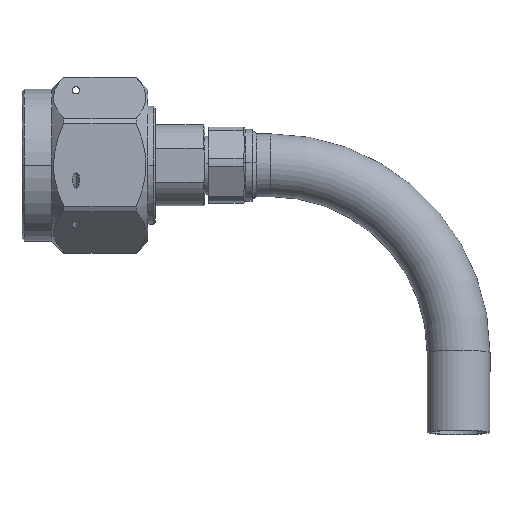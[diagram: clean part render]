
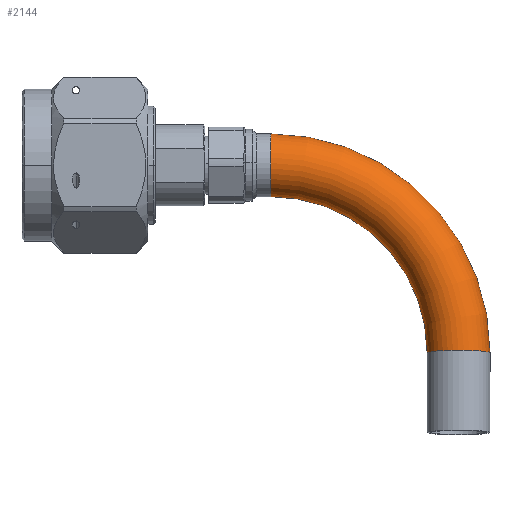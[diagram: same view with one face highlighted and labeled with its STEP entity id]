
A CAD part, top view. The second image highlights one B-rep face of the part: STEP entity #2144.
In plain terms, the highlighted toroidal (fillet/blend) face has major radius 25.4 mm and minor radius 4.25 mm.
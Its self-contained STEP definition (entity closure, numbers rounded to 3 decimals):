
#28 = ORIENTED_EDGE ( 'NONE', *, *, #4792, .T. ) ;
#666 = EDGE_LOOP ( 'NONE', ( #4904, #28, #3753, #5645 ) ) ;
#847 = AXIS2_PLACEMENT_3D ( 'NONE', #2837, #1442, #3322 ) ;
#1095 = CARTESIAN_POINT ( 'NONE',  ( 30.246, 4.25, 0. ) ) ;
#1191 = FACE_OUTER_BOUND ( 'NONE', #666, .T. ) ;
#1249 = VERTEX_POINT ( 'NONE', #3440 ) ;
#1264 = DIRECTION ( 'NONE',  ( 0., 0., -1. ) ) ;
#1392 = DIRECTION ( 'NONE',  ( -1., 0., 0. ) ) ;
#1442 = DIRECTION ( 'NONE',  ( 1., 0., 0. ) ) ;
#1515 = DIRECTION ( 'NONE',  ( -1., 0., 0. ) ) ;
#1536 = CARTESIAN_POINT ( 'NONE',  ( 30.246, -25.4, 0. ) ) ;
#1577 = AXIS2_PLACEMENT_3D ( 'NONE', #1536, #1949, #2902 ) ;
#1605 = CARTESIAN_POINT ( 'NONE',  ( 30.246, -25.4, 0. ) ) ;
#1779 = AXIS2_PLACEMENT_3D ( 'NONE', #1605, #2521, #1515 ) ;
#1949 = DIRECTION ( 'NONE',  ( 0., 0., -1. ) ) ;
#2144 = ADVANCED_FACE ( 'NONE', ( #1191 ), #3877, .T. ) ;
#2238 = AXIS2_PLACEMENT_3D ( 'NONE', #3466, #4876, #1264 ) ;
#2489 = VERTEX_POINT ( 'NONE', #4156 ) ;
#2521 = DIRECTION ( 'NONE',  ( 0., 0., -1. ) ) ;
#2612 = VERTEX_POINT ( 'NONE', #1095 ) ;
#2614 = AXIS2_PLACEMENT_3D ( 'NONE', #3601, #3628, #1392 ) ;
#2656 = EDGE_CURVE ( 'NONE', #2612, #4041, #3959, .T. ) ;
#2837 = CARTESIAN_POINT ( 'NONE',  ( 30.246, 0., 0. ) ) ;
#2902 = DIRECTION ( 'NONE',  ( -1., 0., 0. ) ) ;
#2914 = CIRCLE ( 'NONE', #2238, 4.25 ) ;
#3167 = EDGE_CURVE ( 'NONE', #4041, #2489, #2914, .T. ) ;
#3322 = DIRECTION ( 'NONE',  ( 0., 0., -1. ) ) ;
#3411 = CIRCLE ( 'NONE', #847, 4.25 ) ;
#3440 = CARTESIAN_POINT ( 'NONE',  ( 30.246, -4.25, 0. ) ) ;
#3466 = CARTESIAN_POINT ( 'NONE',  ( 55.646, -25.4, 0. ) ) ;
#3601 = CARTESIAN_POINT ( 'NONE',  ( 30.246, -25.4, 0. ) ) ;
#3628 = DIRECTION ( 'NONE',  ( 0., 0., -1. ) ) ;
#3753 = ORIENTED_EDGE ( 'NONE', *, *, #5496, .T. ) ;
#3877 = TOROIDAL_SURFACE ( 'NONE', #1779, 25.4, 4.25 ) ;
#3959 = CIRCLE ( 'NONE', #1577, 29.65 ) ;
#4041 = VERTEX_POINT ( 'NONE', #4140 ) ;
#4140 = CARTESIAN_POINT ( 'NONE',  ( 59.896, -25.4, 0. ) ) ;
#4156 = CARTESIAN_POINT ( 'NONE',  ( 51.396, -25.4, 0. ) ) ;
#4231 = CIRCLE ( 'NONE', #2614, 21.15 ) ;
#4792 = EDGE_CURVE ( 'NONE', #2612, #1249, #3411, .T. ) ;
#4876 = DIRECTION ( 'NONE',  ( 0., -1., 0. ) ) ;
#4904 = ORIENTED_EDGE ( 'NONE', *, *, #2656, .F. ) ;
#5496 = EDGE_CURVE ( 'NONE', #1249, #2489, #4231, .T. ) ;
#5645 = ORIENTED_EDGE ( 'NONE', *, *, #3167, .F. ) ;
